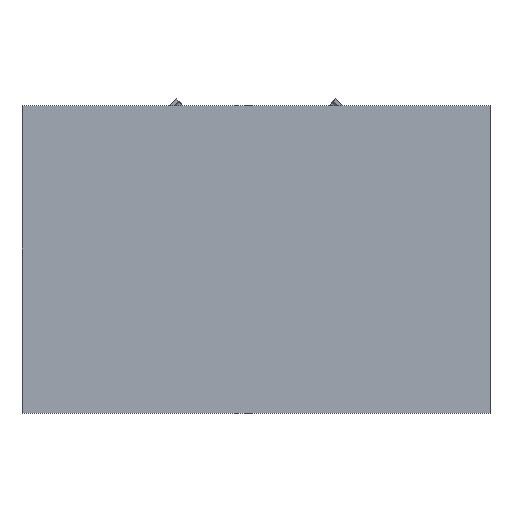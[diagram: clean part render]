
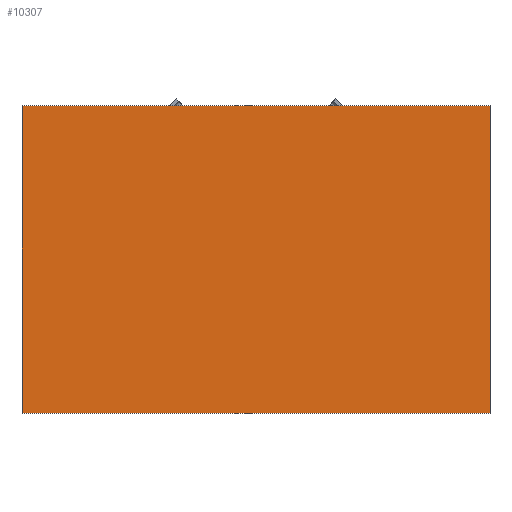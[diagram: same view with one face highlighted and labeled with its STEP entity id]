
A CAD part, top view. The second image highlights one B-rep face of the part: STEP entity #10307.
In plain terms, the highlighted planar face has unit normal (0, 0, 1).
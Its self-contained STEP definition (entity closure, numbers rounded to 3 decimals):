
#9993 = VERTEX_POINT('',#9994);
#9994 = CARTESIAN_POINT('',(160.,-90.5,1.6));
#10001 = PLANE('',#10002);
#10002 = AXIS2_PLACEMENT_3D('',#10003,#10004,#10005);
#10003 = CARTESIAN_POINT('',(160.,-90.5,0.));
#10004 = DIRECTION('',(1.,0.,-0.));
#10005 = DIRECTION('',(0.,-1.,0.));
#10013 = PLANE('',#10014);
#10014 = AXIS2_PLACEMENT_3D('',#10015,#10016,#10017);
#10015 = CARTESIAN_POINT('',(128.,-90.5,0.));
#10016 = DIRECTION('',(0.,1.,0.));
#10017 = DIRECTION('',(1.,0.,0.));
#10025 = EDGE_CURVE('',#9993,#10026,#10028,.T.);
#10026 = VERTEX_POINT('',#10027);
#10027 = CARTESIAN_POINT('',(160.,-111.5,1.6));
#10028 = SURFACE_CURVE('',#10029,(#10033,#10040),.PCURVE_S1.);
#10029 = LINE('',#10030,#10031);
#10030 = CARTESIAN_POINT('',(160.,-90.5,1.6));
#10031 = VECTOR('',#10032,1.);
#10032 = DIRECTION('',(0.,-1.,0.));
#10033 = PCURVE('',#10001,#10034);
#10034 = DEFINITIONAL_REPRESENTATION('',(#10035),#10039);
#10035 = LINE('',#10036,#10037);
#10036 = CARTESIAN_POINT('',(0.,-1.6));
#10037 = VECTOR('',#10038,1.);
#10038 = DIRECTION('',(1.,0.));
#10039 = ( GEOMETRIC_REPRESENTATION_CONTEXT(2) 
PARAMETRIC_REPRESENTATION_CONTEXT() REPRESENTATION_CONTEXT('2D SPACE',''
  ) );
#10040 = PCURVE('',#10041,#10046);
#10041 = PLANE('',#10042);
#10042 = AXIS2_PLACEMENT_3D('',#10043,#10044,#10045);
#10043 = CARTESIAN_POINT('',(144.,-101.,1.6));
#10044 = DIRECTION('',(-0.,-0.,-1.));
#10045 = DIRECTION('',(-1.,0.,0.));
#10046 = DEFINITIONAL_REPRESENTATION('',(#10047),#10051);
#10047 = LINE('',#10048,#10049);
#10048 = CARTESIAN_POINT('',(-16.,10.5));
#10049 = VECTOR('',#10050,1.);
#10050 = DIRECTION('',(0.,-1.));
#10051 = ( GEOMETRIC_REPRESENTATION_CONTEXT(2) 
PARAMETRIC_REPRESENTATION_CONTEXT() REPRESENTATION_CONTEXT('2D SPACE',''
  ) );
#10069 = PLANE('',#10070);
#10070 = AXIS2_PLACEMENT_3D('',#10071,#10072,#10073);
#10071 = CARTESIAN_POINT('',(160.,-111.5,0.));
#10072 = DIRECTION('',(0.,-1.,0.));
#10073 = DIRECTION('',(-1.,0.,0.));
#10111 = EDGE_CURVE('',#10026,#10112,#10114,.T.);
#10112 = VERTEX_POINT('',#10113);
#10113 = CARTESIAN_POINT('',(128.,-111.5,1.6));
#10114 = SURFACE_CURVE('',#10115,(#10119,#10126),.PCURVE_S1.);
#10115 = LINE('',#10116,#10117);
#10116 = CARTESIAN_POINT('',(160.,-111.5,1.6));
#10117 = VECTOR('',#10118,1.);
#10118 = DIRECTION('',(-1.,0.,0.));
#10119 = PCURVE('',#10069,#10120);
#10120 = DEFINITIONAL_REPRESENTATION('',(#10121),#10125);
#10121 = LINE('',#10122,#10123);
#10122 = CARTESIAN_POINT('',(0.,-1.6));
#10123 = VECTOR('',#10124,1.);
#10124 = DIRECTION('',(1.,0.));
#10125 = ( GEOMETRIC_REPRESENTATION_CONTEXT(2) 
PARAMETRIC_REPRESENTATION_CONTEXT() REPRESENTATION_CONTEXT('2D SPACE',''
  ) );
#10126 = PCURVE('',#10041,#10127);
#10127 = DEFINITIONAL_REPRESENTATION('',(#10128),#10132);
#10128 = LINE('',#10129,#10130);
#10129 = CARTESIAN_POINT('',(-16.,-10.5));
#10130 = VECTOR('',#10131,1.);
#10131 = DIRECTION('',(1.,0.));
#10132 = ( GEOMETRIC_REPRESENTATION_CONTEXT(2) 
PARAMETRIC_REPRESENTATION_CONTEXT() REPRESENTATION_CONTEXT('2D SPACE',''
  ) );
#10150 = PLANE('',#10151);
#10151 = AXIS2_PLACEMENT_3D('',#10152,#10153,#10154);
#10152 = CARTESIAN_POINT('',(128.,-111.5,0.));
#10153 = DIRECTION('',(-1.,0.,0.));
#10154 = DIRECTION('',(0.,1.,0.));
#10187 = EDGE_CURVE('',#10112,#10188,#10190,.T.);
#10188 = VERTEX_POINT('',#10189);
#10189 = CARTESIAN_POINT('',(128.,-90.5,1.6));
#10190 = SURFACE_CURVE('',#10191,(#10195,#10202),.PCURVE_S1.);
#10191 = LINE('',#10192,#10193);
#10192 = CARTESIAN_POINT('',(128.,-111.5,1.6));
#10193 = VECTOR('',#10194,1.);
#10194 = DIRECTION('',(0.,1.,0.));
#10195 = PCURVE('',#10150,#10196);
#10196 = DEFINITIONAL_REPRESENTATION('',(#10197),#10201);
#10197 = LINE('',#10198,#10199);
#10198 = CARTESIAN_POINT('',(0.,-1.6));
#10199 = VECTOR('',#10200,1.);
#10200 = DIRECTION('',(1.,0.));
#10201 = ( GEOMETRIC_REPRESENTATION_CONTEXT(2) 
PARAMETRIC_REPRESENTATION_CONTEXT() REPRESENTATION_CONTEXT('2D SPACE',''
  ) );
#10202 = PCURVE('',#10041,#10203);
#10203 = DEFINITIONAL_REPRESENTATION('',(#10204),#10208);
#10204 = LINE('',#10205,#10206);
#10205 = CARTESIAN_POINT('',(16.,-10.5));
#10206 = VECTOR('',#10207,1.);
#10207 = DIRECTION('',(0.,1.));
#10208 = ( GEOMETRIC_REPRESENTATION_CONTEXT(2) 
PARAMETRIC_REPRESENTATION_CONTEXT() REPRESENTATION_CONTEXT('2D SPACE',''
  ) );
#10258 = EDGE_CURVE('',#10188,#9993,#10259,.T.);
#10259 = SURFACE_CURVE('',#10260,(#10264,#10271),.PCURVE_S1.);
#10260 = LINE('',#10261,#10262);
#10261 = CARTESIAN_POINT('',(128.,-90.5,1.6));
#10262 = VECTOR('',#10263,1.);
#10263 = DIRECTION('',(1.,0.,0.));
#10264 = PCURVE('',#10013,#10265);
#10265 = DEFINITIONAL_REPRESENTATION('',(#10266),#10270);
#10266 = LINE('',#10267,#10268);
#10267 = CARTESIAN_POINT('',(0.,-1.6));
#10268 = VECTOR('',#10269,1.);
#10269 = DIRECTION('',(1.,0.));
#10270 = ( GEOMETRIC_REPRESENTATION_CONTEXT(2) 
PARAMETRIC_REPRESENTATION_CONTEXT() REPRESENTATION_CONTEXT('2D SPACE',''
  ) );
#10271 = PCURVE('',#10041,#10272);
#10272 = DEFINITIONAL_REPRESENTATION('',(#10273),#10277);
#10273 = LINE('',#10274,#10275);
#10274 = CARTESIAN_POINT('',(16.,10.5));
#10275 = VECTOR('',#10276,1.);
#10276 = DIRECTION('',(-1.,0.));
#10277 = ( GEOMETRIC_REPRESENTATION_CONTEXT(2) 
PARAMETRIC_REPRESENTATION_CONTEXT() REPRESENTATION_CONTEXT('2D SPACE',''
  ) );
#10307 = ADVANCED_FACE('',(#10308),#10041,.F.);
#10308 = FACE_BOUND('',#10309,.F.);
#10309 = EDGE_LOOP('',(#10310,#10311,#10312,#10313));
#10310 = ORIENTED_EDGE('',*,*,#10025,.T.);
#10311 = ORIENTED_EDGE('',*,*,#10111,.T.);
#10312 = ORIENTED_EDGE('',*,*,#10187,.T.);
#10313 = ORIENTED_EDGE('',*,*,#10258,.T.);
